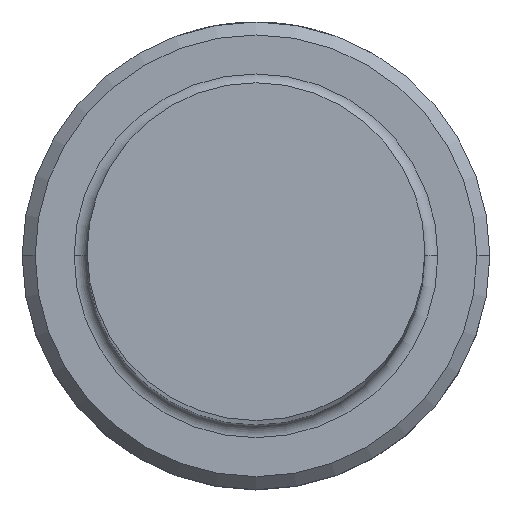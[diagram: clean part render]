
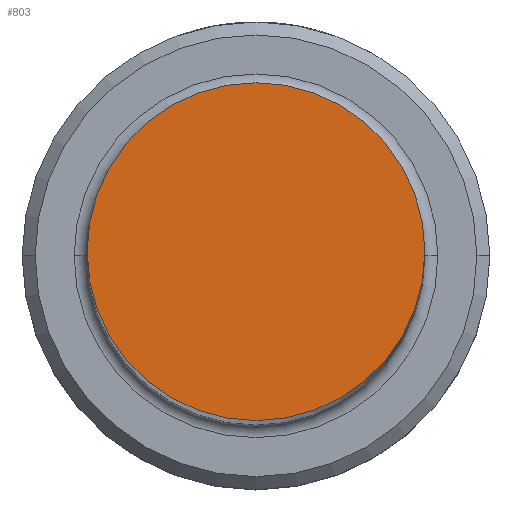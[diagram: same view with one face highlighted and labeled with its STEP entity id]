
A CAD part, top view. The second image highlights one B-rep face of the part: STEP entity #803.
In plain terms, the highlighted planar face has unit normal (0, 0, 1).
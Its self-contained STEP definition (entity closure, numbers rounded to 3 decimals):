
#76 = CIRCLE ( 'NONE', #712, 6.5 ) ;
#82 = DIRECTION ( 'NONE',  ( 0., 0., 1. ) ) ;
#124 = ORIENTED_EDGE ( 'NONE', *, *, #399, .T. ) ;
#154 = CARTESIAN_POINT ( 'NONE',  ( 0., 0., 100. ) ) ;
#156 = DIRECTION ( 'NONE',  ( 0., 0., 1. ) ) ;
#292 = CARTESIAN_POINT ( 'NONE',  ( 6.5, 0., 100. ) ) ;
#391 = VERTEX_POINT ( 'NONE', #909 ) ;
#399 = EDGE_CURVE ( 'NONE', #391, #918, #76, .T. ) ;
#434 = FACE_OUTER_BOUND ( 'NONE', #904, .T. ) ;
#519 = DIRECTION ( 'NONE',  ( 0., 0., 1. ) ) ;
#531 = CIRCLE ( 'NONE', #843, 6.5 ) ;
#643 = CARTESIAN_POINT ( 'NONE',  ( 0., 0., 100. ) ) ;
#712 = AXIS2_PLACEMENT_3D ( 'NONE', #643, #82, #737 ) ;
#716 = EDGE_CURVE ( 'NONE', #918, #391, #531, .T. ) ;
#737 = DIRECTION ( 'NONE',  ( 1., 0., 0. ) ) ;
#803 = ADVANCED_FACE ( 'NONE', ( #434 ), #983, .T. ) ;
#813 = DIRECTION ( 'NONE',  ( 1., 0., 0. ) ) ;
#843 = AXIS2_PLACEMENT_3D ( 'NONE', #1067, #519, #1153 ) ;
#896 = ORIENTED_EDGE ( 'NONE', *, *, #716, .T. ) ;
#904 = EDGE_LOOP ( 'NONE', ( #124, #896 ) ) ;
#909 = CARTESIAN_POINT ( 'NONE',  ( -6.5, 0., 100. ) ) ;
#918 = VERTEX_POINT ( 'NONE', #292 ) ;
#983 = PLANE ( 'NONE',  #1195 ) ;
#1067 = CARTESIAN_POINT ( 'NONE',  ( 0., 0., 100. ) ) ;
#1153 = DIRECTION ( 'NONE',  ( 1., 0., 0. ) ) ;
#1195 = AXIS2_PLACEMENT_3D ( 'NONE', #154, #156, #813 ) ;
